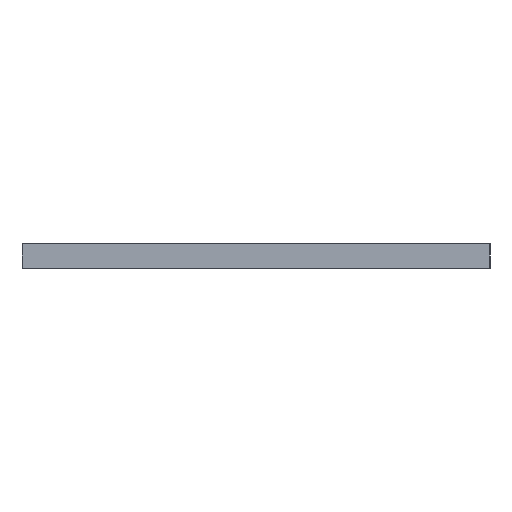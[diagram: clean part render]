
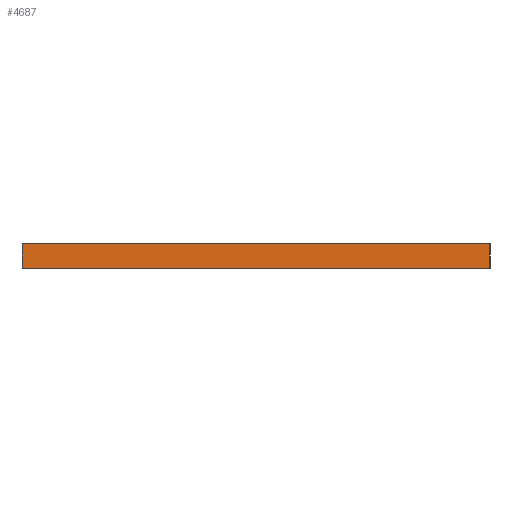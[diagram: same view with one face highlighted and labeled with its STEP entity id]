
A CAD part, left-side view. The second image highlights one B-rep face of the part: STEP entity #4687.
In plain terms, the highlighted planar face has unit normal (-1, 0, 0).
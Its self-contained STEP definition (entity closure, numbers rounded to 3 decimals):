
#165=PLANE('',#4938);
#337=FACE_OUTER_BOUND('',#565,.T.);
#565=EDGE_LOOP('',(#3301,#3302,#3303,#3304));
#943=LINE('',#6561,#1495);
#944=LINE('',#6564,#1496);
#945=LINE('',#6566,#1497);
#946=LINE('',#6567,#1498);
#1495=VECTOR('',#5312,10.);
#1496=VECTOR('',#5315,10.);
#1497=VECTOR('',#5316,10.);
#1498=VECTOR('',#5317,10.);
#2169=VERTEX_POINT('',#6557);
#2170=VERTEX_POINT('',#6559);
#2171=VERTEX_POINT('',#6563);
#2172=VERTEX_POINT('',#6565);
#2623=EDGE_CURVE('',#2169,#2170,#943,.T.);
#2624=EDGE_CURVE('',#2171,#2169,#944,.T.);
#2625=EDGE_CURVE('',#2172,#2170,#945,.T.);
#2626=EDGE_CURVE('',#2171,#2172,#946,.T.);
#3301=ORIENTED_EDGE('',*,*,#2624,.T.);
#3302=ORIENTED_EDGE('',*,*,#2623,.T.);
#3303=ORIENTED_EDGE('',*,*,#2625,.F.);
#3304=ORIENTED_EDGE('',*,*,#2626,.F.);
#4687=ADVANCED_FACE('',(#337),#165,.T.);
#4938=AXIS2_PLACEMENT_3D('',#6562,#5313,#5314);
#5312=DIRECTION('',(0.,0.,1.));
#5313=DIRECTION('center_axis',(-1.,0.,0.));
#5314=DIRECTION('ref_axis',(0.,-1.,0.));
#5315=DIRECTION('',(0.,-1.,0.));
#5316=DIRECTION('',(0.,-1.,0.));
#5317=DIRECTION('',(0.,0.,1.));
#6557=CARTESIAN_POINT('',(0.,-29.,0.));
#6559=CARTESIAN_POINT('',(0.,-29.,3.));
#6561=CARTESIAN_POINT('',(0.,-29.,0.));
#6562=CARTESIAN_POINT('Origin',(0.,29.,0.));
#6563=CARTESIAN_POINT('',(0.,29.,0.));
#6564=CARTESIAN_POINT('',(0.,29.,0.));
#6565=CARTESIAN_POINT('',(0.,29.,3.));
#6566=CARTESIAN_POINT('',(0.,29.,3.));
#6567=CARTESIAN_POINT('',(0.,29.,0.));
